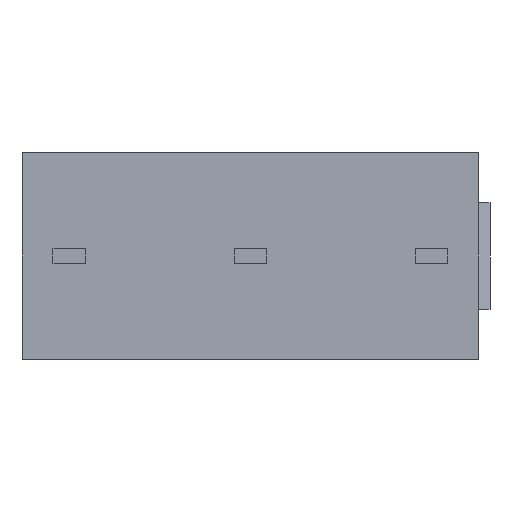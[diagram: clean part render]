
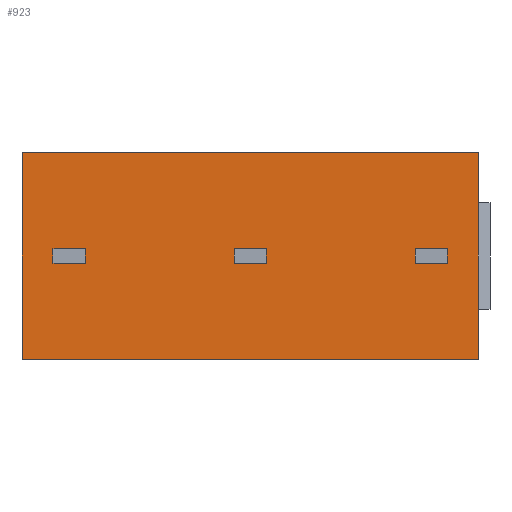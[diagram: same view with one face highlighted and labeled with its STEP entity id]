
A CAD part, front view. The second image highlights one B-rep face of the part: STEP entity #923.
In plain terms, the highlighted planar face has unit normal (0, -1, 0).
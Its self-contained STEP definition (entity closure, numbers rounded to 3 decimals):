
#16 = EDGE_LOOP ( 'NONE', ( #49, #421, #86, #24 ) ) ;
#19 = EDGE_CURVE ( 'NONE', #367, #97, #350, .T. ) ;
#24 = ORIENTED_EDGE ( 'NONE', *, *, #142, .F. ) ;
#40 = VERTEX_POINT ( 'NONE', #565 ) ;
#48 = ORIENTED_EDGE ( 'NONE', *, *, #217, .T. ) ;
#49 = ORIENTED_EDGE ( 'NONE', *, *, #1428, .F. ) ;
#50 = EDGE_CURVE ( 'NONE', #119, #1416, #583, .T. ) ;
#53 = ORIENTED_EDGE ( 'NONE', *, *, #133, .F. ) ;
#71 = EDGE_LOOP ( 'NONE', ( #804, #1443, #201, #977 ) ) ;
#77 = EDGE_LOOP ( 'NONE', ( #1276, #190, #1389, #1433 ) ) ;
#86 = ORIENTED_EDGE ( 'NONE', *, *, #50, .F. ) ;
#94 = VERTEX_POINT ( 'NONE', #916 ) ;
#97 = VERTEX_POINT ( 'NONE', #932 ) ;
#115 = EDGE_CURVE ( 'NONE', #1379, #1376, #978, .T. ) ;
#119 = VERTEX_POINT ( 'NONE', #993 ) ;
#132 = VERTEX_POINT ( 'NONE', #487 ) ;
#133 = EDGE_CURVE ( 'NONE', #1368, #1445, #492, .T. ) ;
#142 = EDGE_CURVE ( 'NONE', #518, #119, #577, .T. ) ;
#153 = EDGE_CURVE ( 'NONE', #94, #220, #614, .T. ) ;
#163 = ORIENTED_EDGE ( 'NONE', *, *, #1424, .T. ) ;
#183 = EDGE_CURVE ( 'NONE', #97, #94, #773, .T. ) ;
#190 = ORIENTED_EDGE ( 'NONE', *, *, #19, .F. ) ;
#194 = EDGE_CURVE ( 'NONE', #1385, #132, #874, .T. ) ;
#196 = VERTEX_POINT ( 'NONE', #228 ) ;
#201 = ORIENTED_EDGE ( 'NONE', *, *, #115, .F. ) ;
#217 = EDGE_CURVE ( 'NONE', #40, #1445, #328, .T. ) ;
#220 = VERTEX_POINT ( 'NONE', #337 ) ;
#228 = CARTESIAN_POINT ( 'NONE',  ( -7.88, -1.5, -0.2 ) ) ;
#262 = ORIENTED_EDGE ( 'NONE', *, *, #714, .F. ) ;
#328 = LINE ( 'NONE', #329, #330 ) ;
#329 = CARTESIAN_POINT ( 'NONE',  ( -9.65, -1.5, -2.9 ) ) ;
#330 = VECTOR ( 'NONE', #332, 1000. ) ;
#332 = DIRECTION ( 'NONE',  ( 1., 0., 0. ) ) ;
#337 = CARTESIAN_POINT ( 'NONE',  ( -2.8, -1.5, -0.2 ) ) ;
#350 = LINE ( 'NONE', #351, #352 ) ;
#351 = CARTESIAN_POINT ( 'NONE',  ( -3.7, -1.5, 0.2 ) ) ;
#352 = VECTOR ( 'NONE', #353, 1000. ) ;
#353 = DIRECTION ( 'NONE',  ( -1., 0., 0. ) ) ;
#367 = VERTEX_POINT ( 'NONE', #419 ) ;
#391 = CARTESIAN_POINT ( 'NONE',  ( 3.15, -1.5, -2.9 ) ) ;
#398 = LINE ( 'NONE', #399, #404 ) ;
#399 = CARTESIAN_POINT ( 'NONE',  ( -7.88, -1.5, -0.2 ) ) ;
#404 = VECTOR ( 'NONE', #405, 1000. ) ;
#405 = DIRECTION ( 'NONE',  ( 1., 0., 0. ) ) ;
#419 = CARTESIAN_POINT ( 'NONE',  ( -2.8, -1.5, 0.2 ) ) ;
#421 = ORIENTED_EDGE ( 'NONE', *, *, #1367, .F. ) ;
#422 = CARTESIAN_POINT ( 'NONE',  ( 3.15, -1.5, 2.9 ) ) ;
#455 = LINE ( 'NONE', #456, #457 ) ;
#456 = CARTESIAN_POINT ( 'NONE',  ( -2.8, -1.5, 0.2 ) ) ;
#457 = VECTOR ( 'NONE', #458, 1000. ) ;
#458 = DIRECTION ( 'NONE',  ( 0., 0., 1. ) ) ;
#477 = CARTESIAN_POINT ( 'NONE',  ( 2.28, -1.5, 0.2 ) ) ;
#478 = CARTESIAN_POINT ( 'NONE',  ( 2.28, -1.5, -0.2 ) ) ;
#487 = CARTESIAN_POINT ( 'NONE',  ( 1.38, -1.5, -0.2 ) ) ;
#492 = LINE ( 'NONE', #493, #494 ) ;
#493 = CARTESIAN_POINT ( 'NONE',  ( 3.15, -1.5, 2.9 ) ) ;
#494 = VECTOR ( 'NONE', #495, 1000. ) ;
#495 = DIRECTION ( 'NONE',  ( 0., 0., -1. ) ) ;
#498 = EDGE_CURVE ( 'NONE', #1376, #1385, #522, .T. ) ;
#518 = VERTEX_POINT ( 'NONE', #527 ) ;
#521 = CARTESIAN_POINT ( 'NONE',  ( 1.38, -1.5, 0.2 ) ) ;
#522 = LINE ( 'NONE', #523, #524 ) ;
#523 = CARTESIAN_POINT ( 'NONE',  ( 1.38, -1.5, 0.2 ) ) ;
#524 = VECTOR ( 'NONE', #525, 1000. ) ;
#525 = DIRECTION ( 'NONE',  ( -1., 0., 0. ) ) ;
#527 = CARTESIAN_POINT ( 'NONE',  ( -7.88, -1.5, 0.2 ) ) ;
#555 = EDGE_LOOP ( 'NONE', ( #48, #53, #262, #163 ) ) ;
#565 = CARTESIAN_POINT ( 'NONE',  ( -9.65, -1.5, -2.9 ) ) ;
#577 = LINE ( 'NONE', #578, #579 ) ;
#578 = CARTESIAN_POINT ( 'NONE',  ( -7.88, -1.5, 0.2 ) ) ;
#579 = VECTOR ( 'NONE', #580, 1000. ) ;
#580 = DIRECTION ( 'NONE',  ( -1., 0., 0. ) ) ;
#581 = CARTESIAN_POINT ( 'NONE',  ( -9.65, -1.5, 2.9 ) ) ;
#583 = LINE ( 'NONE', #584, #585 ) ;
#584 = CARTESIAN_POINT ( 'NONE',  ( -8.78, -1.5, 0.2 ) ) ;
#585 = VECTOR ( 'NONE', #586, 1000. ) ;
#586 = DIRECTION ( 'NONE',  ( 0., 0., -1. ) ) ;
#614 = LINE ( 'NONE', #615, #616 ) ;
#615 = CARTESIAN_POINT ( 'NONE',  ( -3.7, -1.5, -0.2 ) ) ;
#616 = VECTOR ( 'NONE', #617, 1000. ) ;
#617 = DIRECTION ( 'NONE',  ( 1., 0., 0. ) ) ;
#633 = LINE ( 'NONE', #634, #635 ) ;
#634 = CARTESIAN_POINT ( 'NONE',  ( -9.65, -1.5, 2.9 ) ) ;
#635 = VECTOR ( 'NONE', #636, 1000. ) ;
#636 = DIRECTION ( 'NONE',  ( 1., 0., 0. ) ) ;
#703 = LINE ( 'NONE', #704, #705 ) ;
#704 = CARTESIAN_POINT ( 'NONE',  ( 1.38, -1.5, -0.2 ) ) ;
#705 = VECTOR ( 'NONE', #706, 1000. ) ;
#706 = DIRECTION ( 'NONE',  ( 1., 0., 0. ) ) ;
#714 = EDGE_CURVE ( 'NONE', #1394, #1368, #633, .T. ) ;
#757 = CARTESIAN_POINT ( 'NONE',  ( -8.78, -1.5, -0.2 ) ) ;
#763 = FACE_BOUND ( 'NONE', #77, .T. ) ;
#764 = FACE_OUTER_BOUND ( 'NONE', #555, .T. ) ;
#765 = FACE_BOUND ( 'NONE', #16, .T. ) ;
#766 = FACE_BOUND ( 'NONE', #71, .T. ) ;
#767 = PLANE ( 'NONE',  #768 ) ;
#768 = AXIS2_PLACEMENT_3D ( 'NONE', #770, #771, #772 ) ;
#770 = CARTESIAN_POINT ( 'NONE',  ( -9.65, -1.5, 2.9 ) ) ;
#771 = DIRECTION ( 'NONE',  ( 0., 1., 0. ) ) ;
#772 = DIRECTION ( 'NONE',  ( -1., 0., 0. ) ) ;
#773 = LINE ( 'NONE', #774, #775 ) ;
#774 = CARTESIAN_POINT ( 'NONE',  ( -3.7, -1.5, 0.2 ) ) ;
#775 = VECTOR ( 'NONE', #776, 1000. ) ;
#776 = DIRECTION ( 'NONE',  ( 0., 0., -1. ) ) ;
#804 = ORIENTED_EDGE ( 'NONE', *, *, #194, .F. ) ;
#822 = LINE ( 'NONE', #823, #824 ) ;
#823 = CARTESIAN_POINT ( 'NONE',  ( -9.65, -1.5, 2.9 ) ) ;
#824 = VECTOR ( 'NONE', #825, 1000. ) ;
#825 = DIRECTION ( 'NONE',  ( 0., 0., -1. ) ) ;
#863 = LINE ( 'NONE', #864, #865 ) ;
#864 = CARTESIAN_POINT ( 'NONE',  ( -7.88, -1.5, 0.2 ) ) ;
#865 = VECTOR ( 'NONE', #866, 1000. ) ;
#866 = DIRECTION ( 'NONE',  ( 0., 0., 1. ) ) ;
#874 = LINE ( 'NONE', #875, #876 ) ;
#875 = CARTESIAN_POINT ( 'NONE',  ( 1.38, -1.5, 0.2 ) ) ;
#876 = VECTOR ( 'NONE', #877, 1000. ) ;
#877 = DIRECTION ( 'NONE',  ( 0., 0., -1. ) ) ;
#916 = CARTESIAN_POINT ( 'NONE',  ( -3.7, -1.5, -0.2 ) ) ;
#923 = ADVANCED_FACE ( 'NONE', ( #763, #764, #765, #766 ), #767, .F. ) ;
#932 = CARTESIAN_POINT ( 'NONE',  ( -3.7, -1.5, 0.2 ) ) ;
#977 = ORIENTED_EDGE ( 'NONE', *, *, #1410, .F. ) ;
#978 = LINE ( 'NONE', #979, #980 ) ;
#979 = CARTESIAN_POINT ( 'NONE',  ( 2.28, -1.5, 0.2 ) ) ;
#980 = VECTOR ( 'NONE', #981, 1000. ) ;
#981 = DIRECTION ( 'NONE',  ( 0., 0., 1. ) ) ;
#993 = CARTESIAN_POINT ( 'NONE',  ( -8.78, -1.5, 0.2 ) ) ;
#1276 = ORIENTED_EDGE ( 'NONE', *, *, #183, .F. ) ;
#1367 = EDGE_CURVE ( 'NONE', #1416, #196, #398, .T. ) ;
#1368 = VERTEX_POINT ( 'NONE', #422 ) ;
#1373 = EDGE_CURVE ( 'NONE', #220, #367, #455, .T. ) ;
#1376 = VERTEX_POINT ( 'NONE', #477 ) ;
#1379 = VERTEX_POINT ( 'NONE', #478 ) ;
#1385 = VERTEX_POINT ( 'NONE', #521 ) ;
#1389 = ORIENTED_EDGE ( 'NONE', *, *, #1373, .F. ) ;
#1394 = VERTEX_POINT ( 'NONE', #581 ) ;
#1410 = EDGE_CURVE ( 'NONE', #132, #1379, #703, .T. ) ;
#1416 = VERTEX_POINT ( 'NONE', #757 ) ;
#1424 = EDGE_CURVE ( 'NONE', #1394, #40, #822, .T. ) ;
#1428 = EDGE_CURVE ( 'NONE', #196, #518, #863, .T. ) ;
#1433 = ORIENTED_EDGE ( 'NONE', *, *, #153, .F. ) ;
#1443 = ORIENTED_EDGE ( 'NONE', *, *, #498, .F. ) ;
#1445 = VERTEX_POINT ( 'NONE', #391 ) ;
